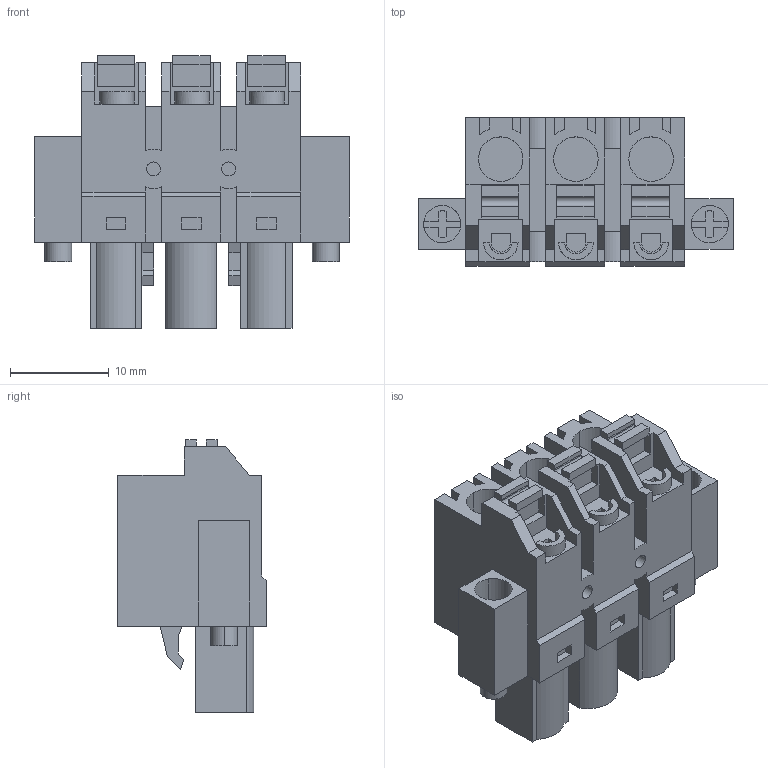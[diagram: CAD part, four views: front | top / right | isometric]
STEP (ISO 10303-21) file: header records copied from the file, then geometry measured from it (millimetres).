
FILE_DESCRIPTION(('CATIA V5 STEP Exchange','CAx-IF Rec.Pracs.--- Model Styling and Organization---1.2---2011-12-15'),'2;1');
FILE_NAME ('D1447622_0_1043880000_1043880000.stp','2017-04-08T10:36:14+00:00',('none'),('Weidmueller'),'CATIA Version 5-6 Release 2014','CATIA V5 STEP AP214','none');
FILE_SCHEMA(('AUTOMOTIVE_DESIGN { 1 0 10303 214 1 1 1 1 }'));
Length unit declared in the file: millimetre
Products named in the file (1): 1043880000
Bounding box: 31.92 x 15.05 x 27.67 mm (x, y, z)
Volume: 5754.5 mm3; surface area: 4415.2 mm2
Topology: 6 solids, 6 shells, 357 faces, 978 edges, 664 vertices
Faces by surface type: plane 282, cylinder 73, extrusion 2
Entity records: 11162 total; most frequent: CARTESIAN_POINT 2318, ORIENTED_EDGE 1956, DIRECTION 1533, EDGE_CURVE 978, VECTOR 790, LINE 788, VERTEX_POINT 664, AXIS2_PLACEMENT_3D 452
